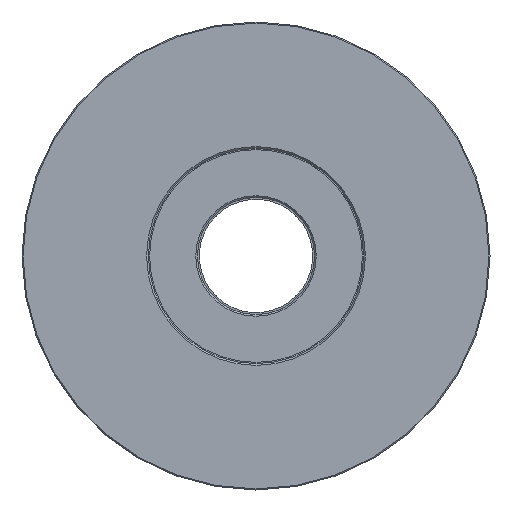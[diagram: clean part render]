
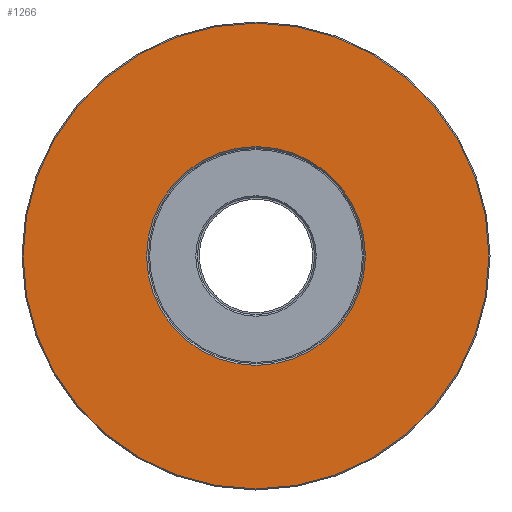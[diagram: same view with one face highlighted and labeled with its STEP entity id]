
A CAD part, left-side view. The second image highlights one B-rep face of the part: STEP entity #1266.
In plain terms, the highlighted planar face has unit normal (-1, 0, 0).
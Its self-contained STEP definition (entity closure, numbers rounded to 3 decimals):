
#14 = DIRECTION ( 'NONE',  ( 0., 0., -1. ) ) ;
#88 = VERTEX_POINT ( 'NONE', #2394 ) ;
#120 = DIRECTION ( 'NONE',  ( 0., 0., -1. ) ) ;
#129 = CIRCLE ( 'NONE', #185, 30.85 ) ;
#133 = VERTEX_POINT ( 'NONE', #957 ) ;
#162 = CARTESIAN_POINT ( 'NONE',  ( 0., 30.35, 0. ) ) ;
#185 = AXIS2_PLACEMENT_3D ( 'NONE', #2205, #1707, #1975 ) ;
#309 = FACE_BOUND ( 'NONE', #1482, .T. ) ;
#333 = AXIS2_PLACEMENT_3D ( 'NONE', #2395, #2101, #14 ) ;
#445 = AXIS2_PLACEMENT_3D ( 'NONE', #1104, #2630, #1327 ) ;
#602 = PLANE ( 'NONE',  #695 ) ;
#667 = CIRCLE ( 'NONE', #445, 65.7 ) ;
#695 = AXIS2_PLACEMENT_3D ( 'NONE', #162, #1757, #1883 ) ;
#730 = ORIENTED_EDGE ( 'NONE', *, *, #2194, .T. ) ;
#804 = ORIENTED_EDGE ( 'NONE', *, *, #1411, .T. ) ;
#806 = VERTEX_POINT ( 'NONE', #999 ) ;
#957 = CARTESIAN_POINT ( 'NONE',  ( 0., 0., -30.85 ) ) ;
#999 = CARTESIAN_POINT ( 'NONE',  ( 0., 0., -65.7 ) ) ;
#1104 = CARTESIAN_POINT ( 'NONE',  ( 0., 0., 0. ) ) ;
#1193 = DIRECTION ( 'NONE',  ( 1., 0., 0. ) ) ;
#1266 = ADVANCED_FACE ( 'NONE', ( #309, #2721 ), #602, .F. ) ;
#1304 = AXIS2_PLACEMENT_3D ( 'NONE', #2408, #1193, #120 ) ;
#1327 = DIRECTION ( 'NONE',  ( 0., 0., -1. ) ) ;
#1411 = EDGE_CURVE ( 'NONE', #133, #88, #2330, .T. ) ;
#1429 = ORIENTED_EDGE ( 'NONE', *, *, #2403, .T. ) ;
#1482 = EDGE_LOOP ( 'NONE', ( #2269, #804 ) ) ;
#1582 = CIRCLE ( 'NONE', #333, 65.7 ) ;
#1707 = DIRECTION ( 'NONE',  ( 1., 0., 0. ) ) ;
#1724 = VERTEX_POINT ( 'NONE', #2405 ) ;
#1757 = DIRECTION ( 'NONE',  ( 1., 0., 0. ) ) ;
#1883 = DIRECTION ( 'NONE',  ( 0., 0., -1. ) ) ;
#1975 = DIRECTION ( 'NONE',  ( 0., 0., -1. ) ) ;
#2101 = DIRECTION ( 'NONE',  ( -1., 0., 0. ) ) ;
#2194 = EDGE_CURVE ( 'NONE', #1724, #806, #1582, .T. ) ;
#2205 = CARTESIAN_POINT ( 'NONE',  ( 0., 0., 0. ) ) ;
#2269 = ORIENTED_EDGE ( 'NONE', *, *, #2306, .T. ) ;
#2306 = EDGE_CURVE ( 'NONE', #88, #133, #129, .T. ) ;
#2330 = CIRCLE ( 'NONE', #1304, 30.85 ) ;
#2394 = CARTESIAN_POINT ( 'NONE',  ( 0., 0., 30.85 ) ) ;
#2395 = CARTESIAN_POINT ( 'NONE',  ( 0., 0., 0. ) ) ;
#2403 = EDGE_CURVE ( 'NONE', #806, #1724, #667, .T. ) ;
#2405 = CARTESIAN_POINT ( 'NONE',  ( 0., 0., 65.7 ) ) ;
#2408 = CARTESIAN_POINT ( 'NONE',  ( 0., 0., 0. ) ) ;
#2588 = EDGE_LOOP ( 'NONE', ( #1429, #730 ) ) ;
#2630 = DIRECTION ( 'NONE',  ( -1., 0., 0. ) ) ;
#2721 = FACE_OUTER_BOUND ( 'NONE', #2588, .T. ) ;
